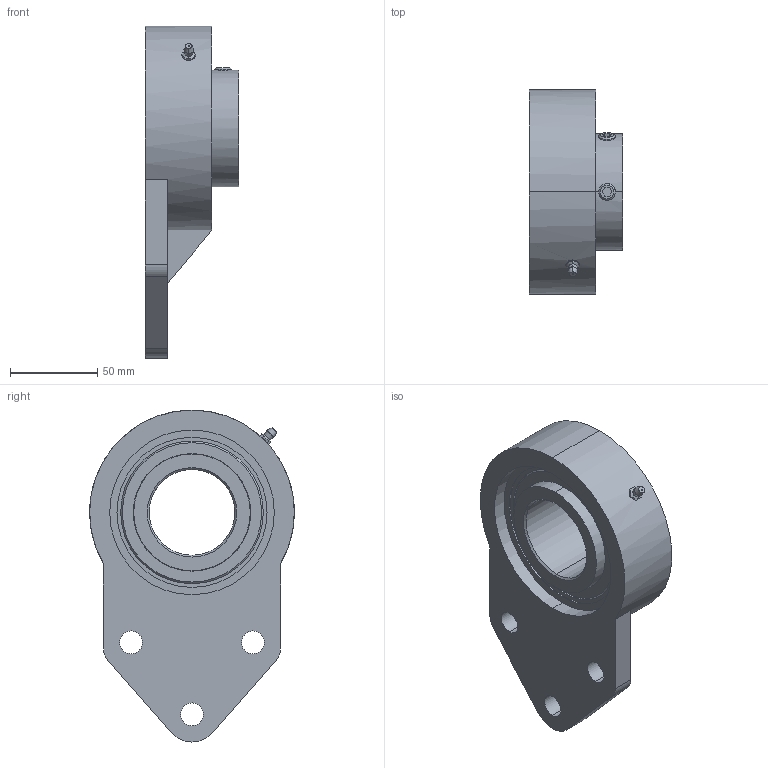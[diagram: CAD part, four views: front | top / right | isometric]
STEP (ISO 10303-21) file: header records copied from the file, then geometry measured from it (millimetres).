
FILE_DESCRIPTION (( 'STEP AP203' ), '1' );
FILE_NAME ('16P-03303.step', '2026-03-04T15:33:55', ( '' ), ( '' ), 'SwSTEP 2.0', 'SolidWorks 2025', '' );
FILE_SCHEMA (( 'CONFIG_CONTROL_DESIGN' ));
Length unit declared in the file: inch
Products named in the file (1): 16P-03303
Bounding box: 53.64 x 117.47 x 190.5 mm (x, y, z)
Volume: 376315.7 mm3; surface area: 102090.8 mm2
Topology: 2 solids, 2 shells, 261 faces, 752 edges, 505 vertices
Faces by surface type: bspline 125, cylinder 54, plane 51, cone 31
Entity records: 15441 total; most frequent: CARTESIAN_POINT 9220, ORIENTED_EDGE 1504, DIRECTION 953, EDGE_CURVE 752, VERTEX_POINT 505, AXIS2_PLACEMENT_3D 402, EDGE_LOOP 361, B_SPLINE_CURVE_WITH_KNOTS 338
